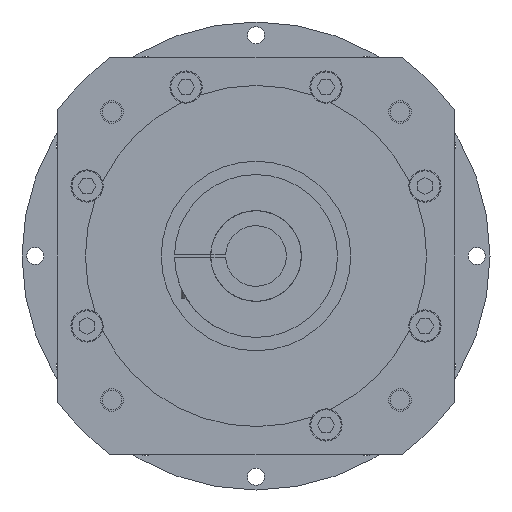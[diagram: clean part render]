
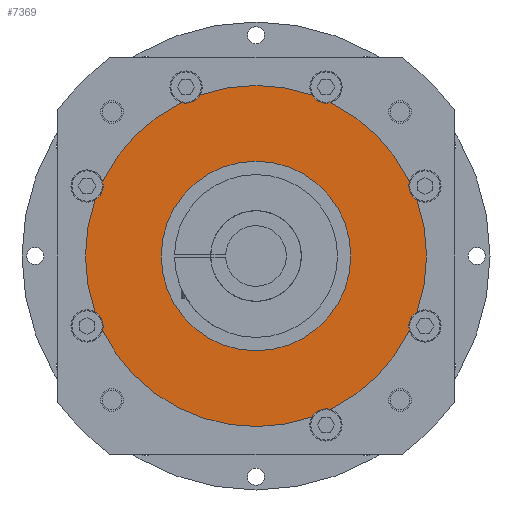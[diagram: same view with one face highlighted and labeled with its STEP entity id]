
A CAD part, left-side view. The second image highlights one B-rep face of the part: STEP entity #7369.
In plain terms, the highlighted planar face has unit normal (-1, 0, 0).
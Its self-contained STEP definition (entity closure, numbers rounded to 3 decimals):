
#1790=CARTESIAN_POINT('',(6.,-89.154,-36.929));
#1791=DIRECTION('',(1.,0.,0.));
#1792=DIRECTION('',(0.,0.961,-0.275));
#1793=AXIS2_PLACEMENT_3D('',#1790,#1791,#1792);
#1795=CARTESIAN_POINT('',(6.,-36.929,-89.154));
#1796=DIRECTION('',(1.,0.,0.));
#1797=DIRECTION('',(0.,0.874,0.485));
#1798=AXIS2_PLACEMENT_3D('',#1795,#1796,#1797);
#1800=CARTESIAN_POINT('',(6.,89.154,-36.929));
#1801=DIRECTION('',(1.,0.,0.));
#1802=DIRECTION('',(0.,-0.485,0.874));
#1803=AXIS2_PLACEMENT_3D('',#1800,#1801,#1802);
#1805=CARTESIAN_POINT('',(6.,89.154,36.929));
#1806=DIRECTION('',(1.,0.,0.));
#1807=DIRECTION('',(0.,-1.,0.));
#1808=AXIS2_PLACEMENT_3D('',#1805,#1806,#1807);
#1810=CARTESIAN_POINT('',(6.,89.154,36.929));
#1811=DIRECTION('',(1.,0.,0.));
#1812=DIRECTION('',(0.,-0.961,0.275));
#1813=AXIS2_PLACEMENT_3D('',#1810,#1811,#1812);
#1815=CARTESIAN_POINT('',(6.,36.929,89.154));
#1816=DIRECTION('',(1.,0.,0.));
#1817=DIRECTION('',(0.,-0.874,-0.485));
#1818=AXIS2_PLACEMENT_3D('',#1815,#1816,#1817);
#1820=CARTESIAN_POINT('',(6.,-36.929,89.154));
#1821=DIRECTION('',(1.,0.,0.));
#1822=DIRECTION('',(0.,0.,-1.));
#1823=AXIS2_PLACEMENT_3D('',#1820,#1821,#1822);
#1825=CARTESIAN_POINT('',(6.,-36.929,89.154));
#1826=DIRECTION('',(1.,0.,0.));
#1827=DIRECTION('',(0.,-0.275,-0.961));
#1828=AXIS2_PLACEMENT_3D('',#1825,#1826,#1827);
#1830=CARTESIAN_POINT('',(6.,-89.154,36.929));
#1831=DIRECTION('',(1.,0.,0.));
#1832=DIRECTION('',(0.,0.485,-0.874));
#1833=AXIS2_PLACEMENT_3D('',#1830,#1831,#1832);
#1835=CARTESIAN_POINT('',(6.,-89.154,-36.929));
#1836=DIRECTION('',(1.,0.,0.));
#1837=DIRECTION('',(0.,1.,0.));
#1838=AXIS2_PLACEMENT_3D('',#1835,#1836,#1837);
#1840=CARTESIAN_POINT('',(6.,0.,0.));
#1841=DIRECTION('',(-1.,0.,0.));
#1842=DIRECTION('',(0.,-1.,0.));
#1843=AXIS2_PLACEMENT_3D('',#1840,#1841,#1842);
#1849=CARTESIAN_POINT('',(6.,0.,0.));
#1850=DIRECTION('',(-1.,0.,0.));
#1851=DIRECTION('',(0.,1.,0.));
#1852=AXIS2_PLACEMENT_3D('',#1849,#1850,#1851);
#2171=CARTESIAN_POINT('',(6.,0.,0.));
#2172=DIRECTION('',(-1.,0.,0.));
#2173=DIRECTION('',(0.,0.9,-0.436));
#2174=AXIS2_PLACEMENT_3D('',#2171,#2172,#2173);
#2189=CARTESIAN_POINT('',(6.,0.,0.));
#2190=DIRECTION('',(-1.,0.,0.));
#2191=DIRECTION('',(0.,0.945,0.328));
#2192=AXIS2_PLACEMENT_3D('',#2189,#2190,#2191);
#2216=CARTESIAN_POINT('',(6.,0.,0.));
#2217=DIRECTION('',(-1.,0.,0.));
#2218=DIRECTION('',(0.,0.436,0.9));
#2219=AXIS2_PLACEMENT_3D('',#2216,#2217,#2218);
#2234=CARTESIAN_POINT('',(6.,0.,0.));
#2235=DIRECTION('',(-1.,0.,0.));
#2236=DIRECTION('',(0.,-0.9,0.436));
#2237=AXIS2_PLACEMENT_3D('',#2234,#2235,#2236);
#2243=CARTESIAN_POINT('',(6.,0.,0.));
#2244=DIRECTION('',(-1.,0.,0.));
#2245=DIRECTION('',(0.,-0.328,0.945));
#2246=AXIS2_PLACEMENT_3D('',#2243,#2244,#2245);
#2270=CARTESIAN_POINT('',(6.,0.,0.));
#2271=DIRECTION('',(-1.,0.,0.));
#2272=DIRECTION('',(0.,-0.436,-0.9));
#2273=AXIS2_PLACEMENT_3D('',#2270,#2271,#2272);
#2279=CARTESIAN_POINT('',(6.,0.,0.));
#2280=DIRECTION('',(-1.,0.,0.));
#2281=DIRECTION('',(0.,-0.945,-0.328));
#2282=AXIS2_PLACEMENT_3D('',#2279,#2280,#2281);
#3353=CARTESIAN_POINT('',(6.,-50.,0.));
#3354=CARTESIAN_POINT('',(6.,50.,0.));
#3355=VERTEX_POINT('',#3353);
#3356=VERTEX_POINT('',#3354);
#3405=CARTESIAN_POINT('',(6.,-29.497,-85.029));
#3406=CARTESIAN_POINT('',(6.,-39.267,-80.982));
#3407=VERTEX_POINT('',#3405);
#3408=VERTEX_POINT('',#3406);
#3453=CARTESIAN_POINT('',(6.,85.029,-29.497));
#3454=CARTESIAN_POINT('',(6.,80.982,-39.267));
#3455=VERTEX_POINT('',#3453);
#3456=VERTEX_POINT('',#3454);
#3501=CARTESIAN_POINT('',(6.,29.497,85.029));
#3502=CARTESIAN_POINT('',(6.,39.267,80.982));
#3503=VERTEX_POINT('',#3501);
#3504=VERTEX_POINT('',#3502);
#3549=CARTESIAN_POINT('',(6.,-85.029,29.497));
#3550=CARTESIAN_POINT('',(6.,-80.982,39.267));
#3551=VERTEX_POINT('',#3549);
#3552=VERTEX_POINT('',#3550);
#3619=CARTESIAN_POINT('',(6.,80.654,36.929));
#3620=CARTESIAN_POINT('',(6.,85.029,29.497));
#3621=VERTEX_POINT('',#3619);
#3622=VERTEX_POINT('',#3620);
#3655=CARTESIAN_POINT('',(6.,80.982,39.267));
#3656=VERTEX_POINT('',#3655);
#3663=CARTESIAN_POINT('',(6.,-36.929,80.654));
#3664=VERTEX_POINT('',#3663);
#3703=CARTESIAN_POINT('',(6.,-80.654,-36.929));
#3704=VERTEX_POINT('',#3703);
#3741=CARTESIAN_POINT('',(6.,-39.267,80.982));
#3742=VERTEX_POINT('',#3741);
#3743=CARTESIAN_POINT('',(6.,-29.497,85.029));
#3744=VERTEX_POINT('',#3743);
#3749=CARTESIAN_POINT('',(6.,-80.982,-39.267));
#3750=VERTEX_POINT('',#3749);
#3751=CARTESIAN_POINT('',(6.,-85.029,-29.497));
#3752=VERTEX_POINT('',#3751);
#7325=CARTESIAN_POINT('',(6.,0.,0.));
#7326=DIRECTION('',(-1.,0.,0.));
#7327=DIRECTION('',(0.,0.,-1.));
#7328=AXIS2_PLACEMENT_3D('',#7325,#7326,#7327);
#7329=PLANE('',#7328);
#7330=ORIENTED_EDGE('',*,*,#7042,.F.);
#7332=ORIENTED_EDGE('',*,*,#7331,.F.);
#7334=ORIENTED_EDGE('',*,*,#7333,.F.);
#7336=ORIENTED_EDGE('',*,*,#7335,.F.);
#7337=ORIENTED_EDGE('',*,*,#3853,.F.);
#7339=ORIENTED_EDGE('',*,*,#7338,.F.);
#7341=ORIENTED_EDGE('',*,*,#7340,.F.);
#7343=ORIENTED_EDGE('',*,*,#7342,.F.);
#7345=ORIENTED_EDGE('',*,*,#7344,.F.);
#7347=ORIENTED_EDGE('',*,*,#7346,.F.);
#7349=ORIENTED_EDGE('',*,*,#7348,.F.);
#7351=ORIENTED_EDGE('',*,*,#7350,.F.);
#7353=ORIENTED_EDGE('',*,*,#7352,.F.);
#7355=ORIENTED_EDGE('',*,*,#7354,.F.);
#7357=ORIENTED_EDGE('',*,*,#7356,.F.);
#7359=ORIENTED_EDGE('',*,*,#7358,.F.);
#7360=ORIENTED_EDGE('',*,*,#7067,.F.);
#7361=EDGE_LOOP('',(#7330,#7332,#7334,#7336,#7337,#7339,#7341,#7343,#7345,#7347,
#7349,#7351,#7353,#7355,#7357,#7359,#7360));
#7362=FACE_OUTER_BOUND('',#7361,.F.);
#7364=ORIENTED_EDGE('',*,*,#7363,.T.);
#7366=ORIENTED_EDGE('',*,*,#7365,.T.);
#7367=EDGE_LOOP('',(#7364,#7366));
#7368=FACE_BOUND('',#7367,.F.);
#1794=CIRCLE('',#1793,8.5);
#1799=CIRCLE('',#1798,8.5);
#1804=CIRCLE('',#1803,8.5);
#1809=CIRCLE('',#1808,8.5);
#1814=CIRCLE('',#1813,8.5);
#1819=CIRCLE('',#1818,8.5);
#1824=CIRCLE('',#1823,8.5);
#1829=CIRCLE('',#1828,8.5);
#1834=CIRCLE('',#1833,8.5);
#1839=CIRCLE('',#1838,8.5);
#1844=CIRCLE('',#1843,50.);
#1853=CIRCLE('',#1852,50.);
#2175=CIRCLE('',#2174,90.);
#2193=CIRCLE('',#2192,90.);
#2220=CIRCLE('',#2219,90.);
#2238=CIRCLE('',#2237,90.);
#2247=CIRCLE('',#2246,90.);
#2274=CIRCLE('',#2273,90.);
#2283=CIRCLE('',#2282,90.);
#3853=EDGE_CURVE('',#3455,#3456,#1804,.T.);
#7042=EDGE_CURVE('',#3750,#3704,#1794,.T.);
#7067=EDGE_CURVE('',#3704,#3752,#1839,.T.);
#7331=EDGE_CURVE('',#3408,#3750,#2274,.T.);
#7333=EDGE_CURVE('',#3407,#3408,#1799,.T.);
#7335=EDGE_CURVE('',#3456,#3407,#2175,.T.);
#7338=EDGE_CURVE('',#3622,#3455,#2193,.T.);
#7340=EDGE_CURVE('',#3621,#3622,#1809,.T.);
#7342=EDGE_CURVE('',#3656,#3621,#1814,.T.);
#7344=EDGE_CURVE('',#3504,#3656,#2220,.T.);
#7346=EDGE_CURVE('',#3503,#3504,#1819,.T.);
#7348=EDGE_CURVE('',#3744,#3503,#2247,.T.);
#7350=EDGE_CURVE('',#3664,#3744,#1824,.T.);
#7352=EDGE_CURVE('',#3742,#3664,#1829,.T.);
#7354=EDGE_CURVE('',#3552,#3742,#2238,.T.);
#7356=EDGE_CURVE('',#3551,#3552,#1834,.T.);
#7358=EDGE_CURVE('',#3752,#3551,#2283,.T.);
#7363=EDGE_CURVE('',#3355,#3356,#1844,.T.);
#7365=EDGE_CURVE('',#3356,#3355,#1853,.T.);
#7369=ADVANCED_FACE('',(#7362,#7368),#7329,.T.);
